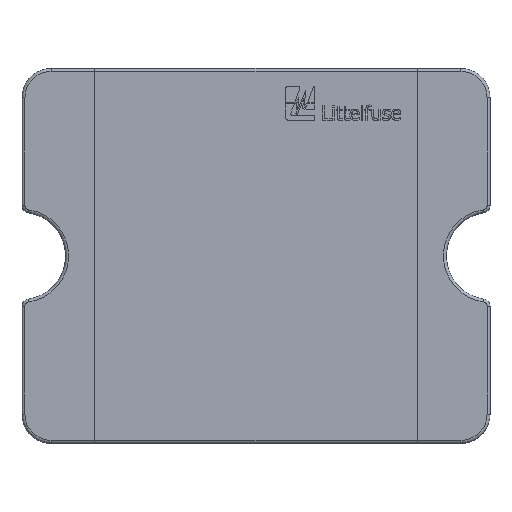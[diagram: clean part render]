
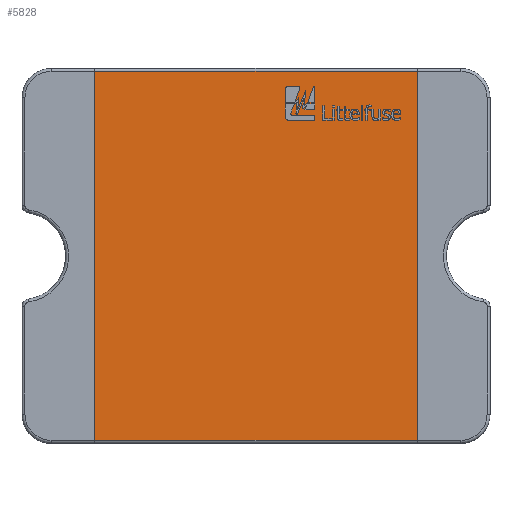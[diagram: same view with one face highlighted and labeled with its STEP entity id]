
A CAD part, top view. The second image highlights one B-rep face of the part: STEP entity #5828.
In plain terms, the highlighted planar face has unit normal (0, 0, 1).
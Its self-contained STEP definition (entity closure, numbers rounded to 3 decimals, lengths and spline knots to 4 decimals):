
#317=PLANE('',#6203);
#532=FACE_OUTER_BOUND('',#880,.T.);
#880=EDGE_LOOP('',(#4057,#4058,#4059,#4060));
#1225=LINE('',#8107,#1839);
#1230=LINE('',#8119,#1844);
#1233=LINE('',#8127,#1847);
#1238=LINE('',#8137,#1852);
#1839=VECTOR('',#6629,2.215);
#1844=VECTOR('',#6640,2.535);
#1847=VECTOR('',#6647,2.215);
#1852=VECTOR('',#6658,2.535);
#2586=VERTEX_POINT('',#8104);
#2587=VERTEX_POINT('',#8106);
#2591=VERTEX_POINT('',#8118);
#2594=VERTEX_POINT('',#8126);
#3154=EDGE_CURVE('',#2586,#2587,#1225,.T.);
#3160=EDGE_CURVE('',#2587,#2591,#1230,.T.);
#3164=EDGE_CURVE('',#2591,#2594,#1233,.T.);
#3170=EDGE_CURVE('',#2594,#2586,#1238,.T.);
#4057=ORIENTED_EDGE('',*,*,#3154,.F.);
#4058=ORIENTED_EDGE('',*,*,#3170,.F.);
#4059=ORIENTED_EDGE('',*,*,#3164,.F.);
#4060=ORIENTED_EDGE('',*,*,#3160,.F.);
#5828=ADVANCED_FACE('',(#532),#317,.T.);
#6203=AXIS2_PLACEMENT_3D('',#8139,#6661,#6662);
#6629=DIRECTION('',(1.,0.,0.));
#6640=DIRECTION('',(0.,-1.,0.));
#6647=DIRECTION('',(-1.,0.,0.));
#6658=DIRECTION('',(0.,1.,0.));
#6661=DIRECTION('center_axis',(0.,0.,1.));
#6662=DIRECTION('ref_axis',(1.,0.,0.));
#8104=CARTESIAN_POINT('',(-1.1075,1.2675,1.));
#8106=CARTESIAN_POINT('',(1.1075,1.2675,1.));
#8107=CARTESIAN_POINT('',(0.8038,1.2675,1.));
#8118=CARTESIAN_POINT('',(1.1075,-1.2675,1.));
#8119=CARTESIAN_POINT('',(1.1075,0.7104,1.));
#8126=CARTESIAN_POINT('',(-1.1075,-1.2675,1.));
#8127=CARTESIAN_POINT('',(-0.8038,-1.2675,1.));
#8137=CARTESIAN_POINT('',(-1.1075,-0.7104,1.));
#8139=CARTESIAN_POINT('Origin',(0.,0.,1.));
